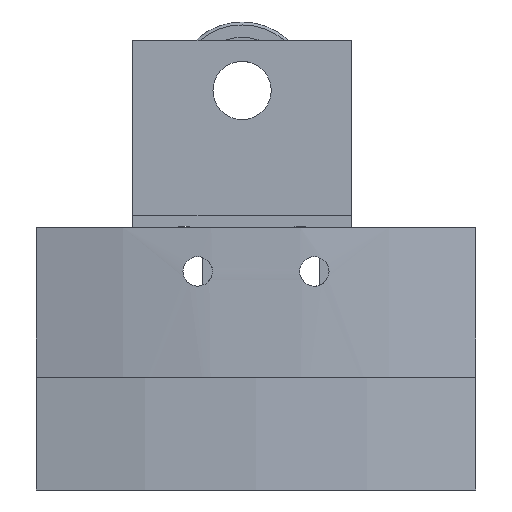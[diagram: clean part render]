
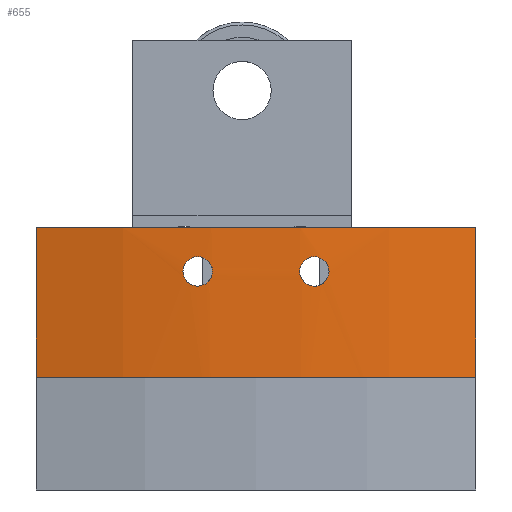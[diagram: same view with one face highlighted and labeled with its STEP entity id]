
A CAD part, left-side view. The second image highlights one B-rep face of the part: STEP entity #655.
In plain terms, the highlighted cylindrical face has radius 268 mm (diameter 536 mm), a partial arc.
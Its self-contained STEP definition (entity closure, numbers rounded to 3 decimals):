
#269=CARTESIAN_POINT('',(-266.826,25.053,36.5));
#270=VERTEX_POINT('',#269);
#271=CARTESIAN_POINT('',(-266.826,25.053,36.5));
#272=CARTESIAN_POINT('',(-266.826,25.053,37.134));
#273=CARTESIAN_POINT('',(-266.838,24.926,37.811));
#274=CARTESIAN_POINT('',(-266.886,24.411,39.055));
#275=CARTESIAN_POINT('',(-266.922,24.023,39.623));
#276=CARTESIAN_POINT('',(-267.001,23.126,40.52));
#277=CARTESIAN_POINT('',(-267.05,22.558,40.91));
#278=CARTESIAN_POINT('',(-267.152,21.312,41.426));
#279=CARTESIAN_POINT('',(-267.205,20.635,41.553));
#280=CARTESIAN_POINT('',(-267.3,19.366,41.553));
#281=CARTESIAN_POINT('',(-267.348,18.689,41.426));
#282=CARTESIAN_POINT('',(-267.432,17.443,40.91));
#283=CARTESIAN_POINT('',(-267.469,16.875,40.521));
#284=CARTESIAN_POINT('',(-267.524,15.978,39.623));
#285=CARTESIAN_POINT('',(-267.546,15.589,39.055));
#286=CARTESIAN_POINT('',(-267.576,15.074,37.811));
#287=CARTESIAN_POINT('',(-267.583,14.947,37.134));
#288=CARTESIAN_POINT('',(-267.583,14.947,35.866));
#289=CARTESIAN_POINT('',(-267.576,15.074,35.189));
#290=CARTESIAN_POINT('',(-267.546,15.589,33.945));
#291=CARTESIAN_POINT('',(-267.524,15.978,33.377));
#292=CARTESIAN_POINT('',(-267.469,16.875,32.479));
#293=CARTESIAN_POINT('',(-267.432,17.443,32.09));
#294=CARTESIAN_POINT('',(-267.348,18.689,31.574));
#295=CARTESIAN_POINT('',(-267.3,19.366,31.447));
#296=CARTESIAN_POINT('',(-267.205,20.635,31.447));
#297=CARTESIAN_POINT('',(-267.152,21.312,31.574));
#298=CARTESIAN_POINT('',(-267.05,22.558,32.09));
#299=CARTESIAN_POINT('',(-267.001,23.126,32.48));
#300=CARTESIAN_POINT('',(-266.922,24.023,33.377));
#301=CARTESIAN_POINT('',(-266.886,24.411,33.945));
#302=CARTESIAN_POINT('',(-266.838,24.926,35.189));
#303=CARTESIAN_POINT('',(-266.826,25.053,35.866));
#304=CARTESIAN_POINT('',(-266.826,25.053,36.5));
#305=B_SPLINE_CURVE_WITH_KNOTS('',3,(#271,#272,#273,#274,#275,#276,#277,#278,#279,#280,#281,#282,#283,#284,#285,#286,#287,#288,#289,#290,#291,#292,#293,#294,#295,#296,#297,#298,#299,#300,#301,#302,#303,#304),.UNSPECIFIED.,.T.,.U.,(4,2,2,2,2,2,2,2,2,2,2,2,2,2,2,2,4),(0.0,0.19,0.381,0.572,0.763,0.953,1.144,1.335,1.525,1.715,1.906,2.096,2.287,2.478,2.669,2.859,3.05),.UNSPECIFIED.);
#306=EDGE_CURVE('',#270,#270,#305,.T.);
#339=CARTESIAN_POINT('',(-267.583,-14.947,36.5));
#340=VERTEX_POINT('',#339);
#341=CARTESIAN_POINT('',(-267.583,-14.947,36.5));
#342=CARTESIAN_POINT('',(-267.583,-14.947,37.134));
#343=CARTESIAN_POINT('',(-267.576,-15.074,37.811));
#344=CARTESIAN_POINT('',(-267.546,-15.589,39.055));
#345=CARTESIAN_POINT('',(-267.524,-15.978,39.623));
#346=CARTESIAN_POINT('',(-267.469,-16.875,40.521));
#347=CARTESIAN_POINT('',(-267.432,-17.443,40.91));
#348=CARTESIAN_POINT('',(-267.348,-18.689,41.426));
#349=CARTESIAN_POINT('',(-267.3,-19.366,41.553));
#350=CARTESIAN_POINT('',(-267.205,-20.635,41.553));
#351=CARTESIAN_POINT('',(-267.152,-21.312,41.426));
#352=CARTESIAN_POINT('',(-267.05,-22.558,40.91));
#353=CARTESIAN_POINT('',(-267.001,-23.126,40.52));
#354=CARTESIAN_POINT('',(-266.922,-24.023,39.623));
#355=CARTESIAN_POINT('',(-266.886,-24.411,39.055));
#356=CARTESIAN_POINT('',(-266.838,-24.926,37.811));
#357=CARTESIAN_POINT('',(-266.826,-25.053,37.134));
#358=CARTESIAN_POINT('',(-266.826,-25.053,35.866));
#359=CARTESIAN_POINT('',(-266.838,-24.926,35.189));
#360=CARTESIAN_POINT('',(-266.886,-24.411,33.945));
#361=CARTESIAN_POINT('',(-266.922,-24.023,33.377));
#362=CARTESIAN_POINT('',(-267.001,-23.126,32.48));
#363=CARTESIAN_POINT('',(-267.05,-22.558,32.09));
#364=CARTESIAN_POINT('',(-267.152,-21.312,31.574));
#365=CARTESIAN_POINT('',(-267.205,-20.635,31.447));
#366=CARTESIAN_POINT('',(-267.3,-19.366,31.447));
#367=CARTESIAN_POINT('',(-267.348,-18.689,31.574));
#368=CARTESIAN_POINT('',(-267.432,-17.443,32.09));
#369=CARTESIAN_POINT('',(-267.469,-16.875,32.479));
#370=CARTESIAN_POINT('',(-267.524,-15.978,33.377));
#371=CARTESIAN_POINT('',(-267.546,-15.589,33.945));
#372=CARTESIAN_POINT('',(-267.576,-15.074,35.189));
#373=CARTESIAN_POINT('',(-267.583,-14.947,35.866));
#374=CARTESIAN_POINT('',(-267.583,-14.947,36.5));
#375=B_SPLINE_CURVE_WITH_KNOTS('',3,(#341,#342,#343,#344,#345,#346,#347,#348,#349,#350,#351,#352,#353,#354,#355,#356,#357,#358,#359,#360,#361,#362,#363,#364,#365,#366,#367,#368,#369,#370,#371,#372,#373,#374),.UNSPECIFIED.,.T.,.U.,(4,2,2,2,2,2,2,2,2,2,2,2,2,2,2,2,4),(0.0,0.19,0.381,0.571,0.762,0.953,1.144,1.335,1.525,1.715,1.906,2.097,2.288,2.478,2.669,2.859,3.05),.UNSPECIFIED.);
#376=EDGE_CURVE('',#340,#340,#375,.T.);
#608=CARTESIAN_POINT('',(0.0,0.0,-38.5));
#609=DIRECTION('',(0.0,0.0,1.0));
#610=DIRECTION('',(-0.96,-0.282,0.0));
#611=AXIS2_PLACEMENT_3D('',#608,#609,#610);
#612=CYLINDRICAL_SURFACE('',#611,268.);
#613=CARTESIAN_POINT('',(-257.152,-75.478,-23.5));
#614=VERTEX_POINT('',#613);
#615=CARTESIAN_POINT('',(-257.152,75.478,-23.5));
#616=VERTEX_POINT('',#615);
#617=CARTESIAN_POINT('',(0.0,0.0,-23.5));
#618=DIRECTION('',(0.0,0.0,-1.0));
#619=DIRECTION('',(-0.96,-0.282,0.0));
#620=AXIS2_PLACEMENT_3D('',#617,#618,#619);
#621=CIRCLE('',#620,268.);
#622=EDGE_CURVE('',#614,#616,#621,.T.);
#623=ORIENTED_EDGE('',*,*,#622,.F.);
#624=CARTESIAN_POINT('',(-257.152,-75.478,51.5));
#625=VERTEX_POINT('',#624);
#626=CARTESIAN_POINT('',(-257.152,-75.478,-23.5));
#627=DIRECTION('',(0.0,0.0,1.0));
#628=VECTOR('',#627,75.0);
#629=LINE('',#626,#628);
#630=EDGE_CURVE('',#614,#625,#629,.T.);
#631=ORIENTED_EDGE('',*,*,#630,.T.);
#632=CARTESIAN_POINT('',(-257.152,75.478,51.5));
#633=VERTEX_POINT('',#632);
#634=CARTESIAN_POINT('',(0.0,0.0,51.5));
#635=DIRECTION('',(0.0,0.0,1.0));
#636=DIRECTION('',(-0.96,-0.282,0.0));
#637=AXIS2_PLACEMENT_3D('',#634,#635,#636);
#638=CIRCLE('',#637,268.);
#639=EDGE_CURVE('',#633,#625,#638,.T.);
#640=ORIENTED_EDGE('',*,*,#639,.F.);
#641=CARTESIAN_POINT('',(-257.152,75.478,-23.5));
#642=DIRECTION('',(0.0,0.0,1.0));
#643=VECTOR('',#642,75.0);
#644=LINE('',#641,#643);
#645=EDGE_CURVE('',#616,#633,#644,.T.);
#646=ORIENTED_EDGE('',*,*,#645,.F.);
#647=EDGE_LOOP('',(#623,#631,#640,#646));
#648=FACE_OUTER_BOUND('',#647,.T.);
#649=ORIENTED_EDGE('',*,*,#306,.T.);
#650=EDGE_LOOP('',(#649));
#651=FACE_BOUND('',#650,.T.);
#652=ORIENTED_EDGE('',*,*,#376,.T.);
#653=EDGE_LOOP('',(#652));
#654=FACE_BOUND('',#653,.T.);
#655=ADVANCED_FACE('',(#648,#651,#654),#612,.T.);
